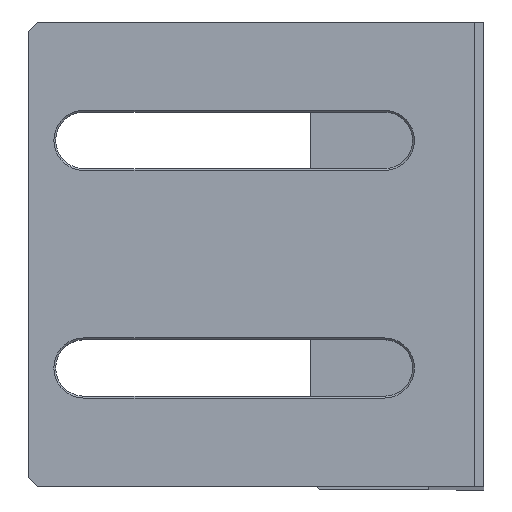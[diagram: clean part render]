
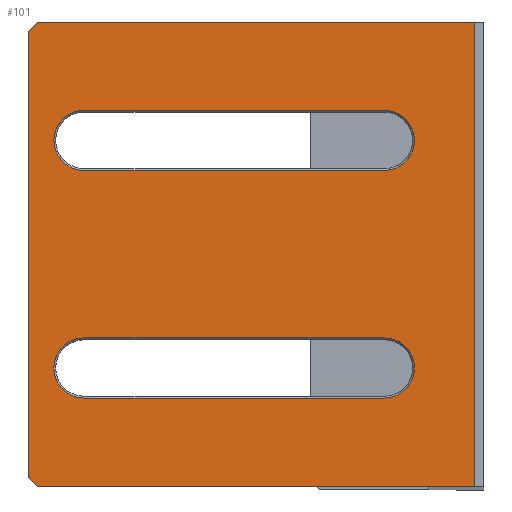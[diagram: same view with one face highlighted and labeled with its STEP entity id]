
A CAD part, top view. The second image highlights one B-rep face of the part: STEP entity #101.
In plain terms, the highlighted planar face has unit normal (0, 0, 1).
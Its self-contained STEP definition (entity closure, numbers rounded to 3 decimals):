
#13 = CARTESIAN_POINT ( 'NONE',  ( -1., -25.5, 0. ) ) ;
#31 = VECTOR ( 'NONE', #671, 1000. ) ;
#70 = CARTESIAN_POINT ( 'NONE',  ( -1., 25.5, 0. ) ) ;
#72 = DIRECTION ( 'NONE',  ( -1., 0., 0. ) ) ;
#78 = CARTESIAN_POINT ( 'NONE',  ( -49.5, -25., 0. ) ) ;
#100 = DIRECTION ( 'NONE',  ( 0., 0., -1. ) ) ;
#101 = ADVANCED_FACE ( 'NONE', ( #970, #710, #1416 ), #1377, .T. ) ;
#116 = ORIENTED_EDGE ( 'NONE', *, *, #1432, .T. ) ;
#135 = ORIENTED_EDGE ( 'NONE', *, *, #1002, .T. ) ;
#145 = ORIENTED_EDGE ( 'NONE', *, *, #276, .F. ) ;
#168 = CARTESIAN_POINT ( 'NONE',  ( -43.9, -15.8, 0. ) ) ;
#172 = DIRECTION ( 'NONE',  ( 0., 0., -1. ) ) ;
#177 = DIRECTION ( 'NONE',  ( 1., 0., 0. ) ) ;
#178 = VECTOR ( 'NONE', #1170, 1000. ) ;
#201 = CARTESIAN_POINT ( 'NONE',  ( -50., 25.5, 0. ) ) ;
#205 = VERTEX_POINT ( 'NONE', #70 ) ;
#207 = EDGE_CURVE ( 'NONE', #457, #898, #408, .T. ) ;
#229 = DIRECTION ( 'NONE',  ( 1., 0., 0. ) ) ;
#235 = CARTESIAN_POINT ( 'NONE',  ( -43.9, 15.8, 0. ) ) ;
#246 = EDGE_CURVE ( 'NONE', #1390, #1474, #1260, .T. ) ;
#261 = VECTOR ( 'NONE', #1465, 1000. ) ;
#262 = AXIS2_PLACEMENT_3D ( 'NONE', #683, #100, #438 ) ;
#276 = EDGE_CURVE ( 'NONE', #1457, #205, #806, .T. ) ;
#279 = ORIENTED_EDGE ( 'NONE', *, *, #881, .T. ) ;
#288 = DIRECTION ( 'NONE',  ( 1., 0., 0. ) ) ;
#295 = ORIENTED_EDGE ( 'NONE', *, *, #246, .T. ) ;
#312 = VECTOR ( 'NONE', #909, 1000. ) ;
#323 = EDGE_CURVE ( 'NONE', #398, #509, #1450, .T. ) ;
#360 = VERTEX_POINT ( 'NONE', #603 ) ;
#367 = LINE ( 'NONE', #803, #312 ) ;
#376 = CARTESIAN_POINT ( 'NONE',  ( -10.9, 12.5, 0. ) ) ;
#394 = VERTEX_POINT ( 'NONE', #589 ) ;
#398 = VERTEX_POINT ( 'NONE', #1451 ) ;
#408 = LINE ( 'NONE', #168, #721 ) ;
#433 = CARTESIAN_POINT ( 'NONE',  ( -10.9, -9.2, 0. ) ) ;
#438 = DIRECTION ( 'NONE',  ( 1., 0., 0. ) ) ;
#457 = VERTEX_POINT ( 'NONE', #1279 ) ;
#474 = CARTESIAN_POINT ( 'NONE',  ( -43.9, 9.2, 0. ) ) ;
#492 = DIRECTION ( 'NONE',  ( 1., 0., 0. ) ) ;
#494 = EDGE_CURVE ( 'NONE', #1474, #1031, #1330, .T. ) ;
#507 = CARTESIAN_POINT ( 'NONE',  ( -10.9, 15.8, 0. ) ) ;
#509 = VERTEX_POINT ( 'NONE', #433 ) ;
#533 = CARTESIAN_POINT ( 'NONE',  ( -49., 25.5, 0. ) ) ;
#557 = CARTESIAN_POINT ( 'NONE',  ( -50., -25.5, 0. ) ) ;
#567 = DIRECTION ( 'NONE',  ( 1., 0., 0. ) ) ;
#573 = CARTESIAN_POINT ( 'NONE',  ( -1., -25.5, 0. ) ) ;
#575 = LINE ( 'NONE', #557, #31 ) ;
#589 = CARTESIAN_POINT ( 'NONE',  ( -50., 24.5, 0. ) ) ;
#603 = CARTESIAN_POINT ( 'NONE',  ( -49., -25.5, 0. ) ) ;
#605 = LINE ( 'NONE', #573, #261 ) ;
#607 = DIRECTION ( 'NONE',  ( 0., 0., -1. ) ) ;
#618 = EDGE_CURVE ( 'NONE', #1114, #1390, #1033, .T. ) ;
#626 = ORIENTED_EDGE ( 'NONE', *, *, #207, .T. ) ;
#643 = EDGE_CURVE ( 'NONE', #509, #457, #1007, .T. ) ;
#645 = DIRECTION ( 'NONE',  ( 1., 0., 0. ) ) ;
#670 = VECTOR ( 'NONE', #567, 1000. ) ;
#671 = DIRECTION ( 'NONE',  ( 0., 1., 0. ) ) ;
#674 = EDGE_CURVE ( 'NONE', #1457, #394, #367, .T. ) ;
#683 = CARTESIAN_POINT ( 'NONE',  ( -10.9, -12.5, 0. ) ) ;
#710 = FACE_BOUND ( 'NONE', #831, .T. ) ;
#721 = VECTOR ( 'NONE', #72, 1000. ) ;
#734 = DIRECTION ( 'NONE',  ( 1., 0., 0. ) ) ;
#738 = DIRECTION ( 'NONE',  ( 0., 0., -1. ) ) ;
#751 = ORIENTED_EDGE ( 'NONE', *, *, #618, .T. ) ;
#757 = CIRCLE ( 'NONE', #1424, 3.3 ) ;
#761 = VECTOR ( 'NONE', #288, 1000. ) ;
#766 = CARTESIAN_POINT ( 'NONE',  ( -50., -25.5, 0. ) ) ;
#796 = CARTESIAN_POINT ( 'NONE',  ( -50., -24.5, 0. ) ) ;
#803 = CARTESIAN_POINT ( 'NONE',  ( -75., -0.5, 0. ) ) ;
#806 = LINE ( 'NONE', #201, #761 ) ;
#831 = EDGE_LOOP ( 'NONE', ( #295, #1062, #135, #751 ) ) ;
#851 = CARTESIAN_POINT ( 'NONE',  ( -50., 15.8, 0. ) ) ;
#877 = LINE ( 'NONE', #78, #1441 ) ;
#881 = EDGE_CURVE ( 'NONE', #360, #1023, #1325, .T. ) ;
#898 = VERTEX_POINT ( 'NONE', #1440 ) ;
#909 = DIRECTION ( 'NONE',  ( -0.707, -0.707, 0. ) ) ;
#910 = DIRECTION ( 'NONE',  ( 0.707, -0.707, 0. ) ) ;
#911 = ORIENTED_EDGE ( 'NONE', *, *, #1106, .T. ) ;
#932 = ORIENTED_EDGE ( 'NONE', *, *, #323, .T. ) ;
#937 = EDGE_CURVE ( 'NONE', #1436, #394, #575, .T. ) ;
#943 = DIRECTION ( 'NONE',  ( 1., 0., 0. ) ) ;
#952 = CARTESIAN_POINT ( 'NONE',  ( -10.9, -9.2, 0. ) ) ;
#970 = FACE_BOUND ( 'NONE', #1158, .T. ) ;
#984 = AXIS2_PLACEMENT_3D ( 'NONE', #376, #607, #229 ) ;
#1002 = EDGE_CURVE ( 'NONE', #1031, #1114, #757, .T. ) ;
#1007 = CIRCLE ( 'NONE', #262, 3.3 ) ;
#1023 = VERTEX_POINT ( 'NONE', #13 ) ;
#1031 = VERTEX_POINT ( 'NONE', #474 ) ;
#1033 = LINE ( 'NONE', #851, #1239 ) ;
#1050 = DIRECTION ( 'NONE',  ( 0., 0., 1. ) ) ;
#1059 = AXIS2_PLACEMENT_3D ( 'NONE', #1311, #172, #645 ) ;
#1062 = ORIENTED_EDGE ( 'NONE', *, *, #494, .T. ) ;
#1081 = CARTESIAN_POINT ( 'NONE',  ( -50., 9.2, 0. ) ) ;
#1092 = VECTOR ( 'NONE', #177, 1000. ) ;
#1095 = EDGE_CURVE ( 'NONE', #1436, #360, #877, .T. ) ;
#1106 = EDGE_CURVE ( 'NONE', #1023, #205, #605, .T. ) ;
#1114 = VERTEX_POINT ( 'NONE', #235 ) ;
#1118 = ORIENTED_EDGE ( 'NONE', *, *, #674, .T. ) ;
#1158 = EDGE_LOOP ( 'NONE', ( #1161, #626, #116, #932 ) ) ;
#1160 = ORIENTED_EDGE ( 'NONE', *, *, #937, .F. ) ;
#1161 = ORIENTED_EDGE ( 'NONE', *, *, #643, .T. ) ;
#1165 = CARTESIAN_POINT ( 'NONE',  ( -50., -25.5, 0. ) ) ;
#1170 = DIRECTION ( 'NONE',  ( -1., 0., 0. ) ) ;
#1239 = VECTOR ( 'NONE', #492, 1000. ) ;
#1260 = CIRCLE ( 'NONE', #984, 3.3 ) ;
#1262 = CARTESIAN_POINT ( 'NONE',  ( -43.9, 12.5, 0. ) ) ;
#1279 = CARTESIAN_POINT ( 'NONE',  ( -10.9, -15.8, 0. ) ) ;
#1311 = CARTESIAN_POINT ( 'NONE',  ( -43.9, -12.5, 0. ) ) ;
#1325 = LINE ( 'NONE', #766, #670 ) ;
#1330 = LINE ( 'NONE', #1081, #178 ) ;
#1339 = CARTESIAN_POINT ( 'NONE',  ( -10.9, 9.2, 0. ) ) ;
#1343 = EDGE_LOOP ( 'NONE', ( #279, #911, #145, #1118, #1160, #1394 ) ) ;
#1377 = PLANE ( 'NONE',  #1466 ) ;
#1390 = VERTEX_POINT ( 'NONE', #507 ) ;
#1394 = ORIENTED_EDGE ( 'NONE', *, *, #1095, .T. ) ;
#1404 = CIRCLE ( 'NONE', #1059, 3.3 ) ;
#1416 = FACE_OUTER_BOUND ( 'NONE', #1343, .T. ) ;
#1424 = AXIS2_PLACEMENT_3D ( 'NONE', #1262, #738, #734 ) ;
#1432 = EDGE_CURVE ( 'NONE', #898, #398, #1404, .T. ) ;
#1436 = VERTEX_POINT ( 'NONE', #796 ) ;
#1440 = CARTESIAN_POINT ( 'NONE',  ( -43.9, -15.8, 0. ) ) ;
#1441 = VECTOR ( 'NONE', #910, 1000. ) ;
#1450 = LINE ( 'NONE', #952, #1092 ) ;
#1451 = CARTESIAN_POINT ( 'NONE',  ( -43.9, -9.2, 0. ) ) ;
#1457 = VERTEX_POINT ( 'NONE', #533 ) ;
#1465 = DIRECTION ( 'NONE',  ( 0., 1., 0. ) ) ;
#1466 = AXIS2_PLACEMENT_3D ( 'NONE', #1165, #1050, #943 ) ;
#1474 = VERTEX_POINT ( 'NONE', #1339 ) ;
